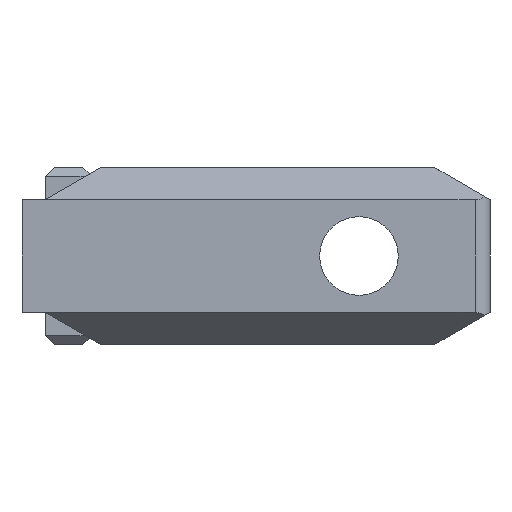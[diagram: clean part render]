
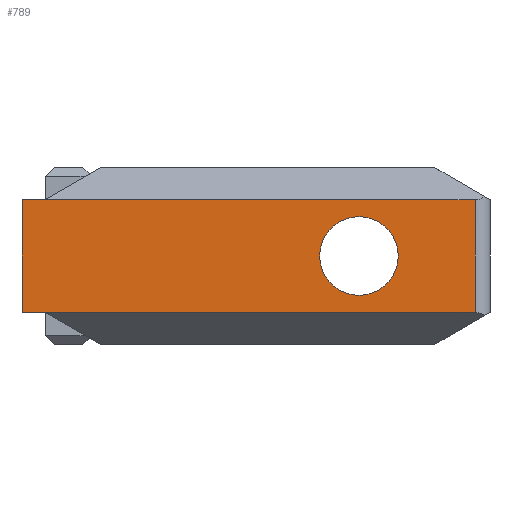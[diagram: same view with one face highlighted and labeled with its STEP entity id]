
A CAD part, front view. The second image highlights one B-rep face of the part: STEP entity #789.
In plain terms, the highlighted planar face has unit normal (0, -1, 0).
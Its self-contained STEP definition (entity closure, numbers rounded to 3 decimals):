
#27=FACE_BOUND('',#79,.T.);
#34=FACE_OUTER_BOUND('',#78,.T.);
#78=EDGE_LOOP('',(#564,#565,#566,#567,#568,#569,#570,#571));
#79=EDGE_LOOP('',(#572));
#129=CIRCLE('',#856,2.1);
#143=LINE('',#1153,#242);
#146=LINE('',#1163,#245);
#164=LINE('',#1206,#263);
#165=LINE('',#1208,#264);
#166=LINE('',#1210,#265);
#167=LINE('',#1211,#266);
#168=LINE('',#1212,#267);
#169=LINE('',#1213,#268);
#242=VECTOR('',#924,1.25);
#245=VECTOR('',#931,1.25);
#263=VECTOR('',#963,22.95);
#264=VECTOR('',#964,6.023);
#265=VECTOR('',#965,22.95);
#266=VECTOR('',#966,0.011);
#267=VECTOR('',#967,6.);
#268=VECTOR('',#968,0.011);
#331=VERTEX_POINT('',#1123);
#345=VERTEX_POINT('',#1151);
#349=VERTEX_POINT('',#1160);
#350=VERTEX_POINT('',#1162);
#367=VERTEX_POINT('',#1204);
#368=VERTEX_POINT('',#1205);
#369=VERTEX_POINT('',#1207);
#370=VERTEX_POINT('',#1209);
#371=VERTEX_POINT('',#1214);
#419=EDGE_CURVE('',#331,#345,#143,.T.);
#423=EDGE_CURVE('',#349,#350,#146,.T.);
#445=EDGE_CURVE('',#367,#368,#164,.T.);
#446=EDGE_CURVE('',#368,#369,#165,.T.);
#447=EDGE_CURVE('',#369,#370,#166,.T.);
#448=EDGE_CURVE('',#370,#350,#167,.T.);
#449=EDGE_CURVE('',#331,#349,#168,.T.);
#450=EDGE_CURVE('',#367,#345,#169,.T.);
#451=EDGE_CURVE('',#371,#371,#129,.T.);
#564=ORIENTED_EDGE('',*,*,#445,.T.);
#565=ORIENTED_EDGE('',*,*,#446,.T.);
#566=ORIENTED_EDGE('',*,*,#447,.T.);
#567=ORIENTED_EDGE('',*,*,#448,.T.);
#568=ORIENTED_EDGE('',*,*,#423,.F.);
#569=ORIENTED_EDGE('',*,*,#449,.F.);
#570=ORIENTED_EDGE('',*,*,#419,.T.);
#571=ORIENTED_EDGE('',*,*,#450,.F.);
#572=ORIENTED_EDGE('',*,*,#451,.T.);
#753=PLANE('',#855);
#789=ADVANCED_FACE('',(#34,#27),#753,.T.);
#855=AXIS2_PLACEMENT_3D('',#1203,#961,#962);
#856=AXIS2_PLACEMENT_3D('',#1215,#969,#970);
#924=DIRECTION('',(1.,0.,0.));
#931=DIRECTION('',(1.,0.,0.));
#961=DIRECTION('center_axis',(0.,-1.,0.));
#962=DIRECTION('ref_axis',(0.,0.,-1.));
#963=DIRECTION('',(1.,0.,0.));
#964=DIRECTION('',(0.,0.,1.));
#965=DIRECTION('',(-1.,0.,0.));
#966=DIRECTION('',(0.,0.,-1.));
#967=DIRECTION('',(0.,0.,1.));
#968=DIRECTION('',(0.,0.,1.));
#969=DIRECTION('center_axis',(0.,1.,0.));
#970=DIRECTION('ref_axis',(0.,0.,1.));
#1123=CARTESIAN_POINT('',(-5.,-5.,-3.));
#1151=CARTESIAN_POINT('',(-3.75,-5.,-3.));
#1153=CARTESIAN_POINT('',(-5.,-5.,-3.));
#1160=CARTESIAN_POINT('',(-5.,-5.,3.));
#1162=CARTESIAN_POINT('',(-3.75,-5.,3.));
#1163=CARTESIAN_POINT('',(-5.,-5.,3.));
#1203=CARTESIAN_POINT('Origin',(-5.,-5.,-3.));
#1204=CARTESIAN_POINT('',(-3.75,-5.,-3.011));
#1205=CARTESIAN_POINT('',(19.2,-5.,-3.011));
#1206=CARTESIAN_POINT('',(-3.75,-5.,-3.011));
#1207=CARTESIAN_POINT('',(19.2,-5.,3.011));
#1208=CARTESIAN_POINT('',(19.2,-5.,-3.011));
#1209=CARTESIAN_POINT('',(-3.75,-5.,3.011));
#1210=CARTESIAN_POINT('',(19.2,-5.,3.011));
#1211=CARTESIAN_POINT('',(-3.75,-5.,3.011));
#1212=CARTESIAN_POINT('',(-5.,-5.,-3.));
#1213=CARTESIAN_POINT('',(-3.75,-5.,-3.011));
#1214=CARTESIAN_POINT('',(13.,-5.,-2.1));
#1215=CARTESIAN_POINT('Origin',(13.,-5.,0.));
